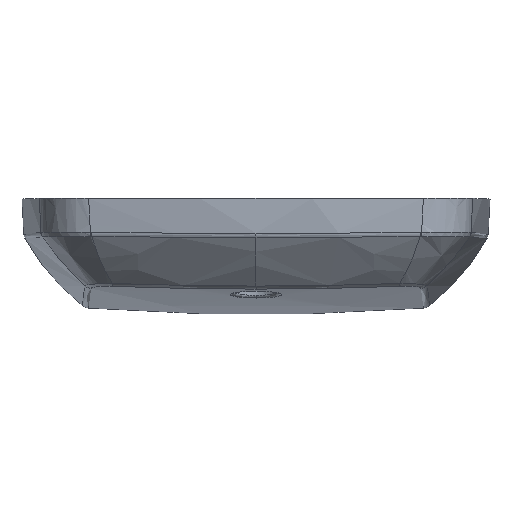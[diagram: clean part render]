
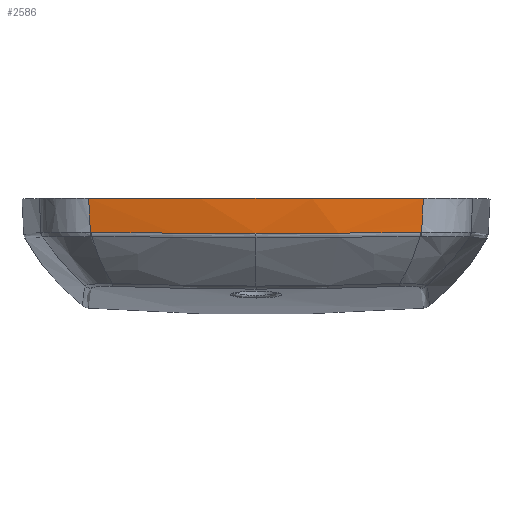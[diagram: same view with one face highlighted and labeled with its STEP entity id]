
A CAD part, top view. The second image highlights one B-rep face of the part: STEP entity #2586.
In plain terms, the highlighted conical face has half-angle 3 degrees and reference radius 91.993 mm.
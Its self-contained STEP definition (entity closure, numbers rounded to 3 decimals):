
#177=B_SPLINE_CURVE_WITH_KNOTS('',3,(#4638,#4639,#4640,#4641,#4642,#4643,
#4644,#4645,#4646,#4647,#4648,#4649,#4650,#4651,#4652,#4653,#4654,#4655,
#4656),.UNSPECIFIED.,.F.,.F.,(4,3,3,3,3,3,4),(0.,0.003,
0.006,0.009,0.012,0.015,
0.017),.UNSPECIFIED.);
#178=B_SPLINE_CURVE_WITH_KNOTS('',3,(#4658,#4659,#4660,#4661,#4662,#4663,
#4664,#4665,#4666,#4667,#4668,#4669,#4670,#4671,#4672,#4673,#4674,#4675,
#4676),.UNSPECIFIED.,.F.,.F.,(4,3,3,3,3,3,4),(0.,0.003,
0.006,0.009,0.012,0.015,
0.017),.UNSPECIFIED.);
#179=B_SPLINE_CURVE_WITH_KNOTS('',3,(#4691,#4692,#4693,#4694,#4695,#4696,
#4697),.UNSPECIFIED.,.F.,.F.,(4,3,4),(0.,0.349,
1.),.UNSPECIFIED.);
#180=B_SPLINE_CURVE_WITH_KNOTS('',3,(#4699,#4700,#4701,#4702),
 .UNSPECIFIED.,.F.,.F.,(4,4),(0.,0.106),.UNSPECIFIED.);
#322=LINE('',#4680,#414);
#414=VECTOR('',#3127,10.);
#493=ELLIPSE('',#2810,45.818,13.211);
#494=ELLIPSE('',#2812,45.818,13.211);
#518=FACE_OUTER_BOUND('',#673,.T.);
#673=EDGE_LOOP('',(#1821,#1822,#1823,#1824,#1825,#1826,#1827,#1828,#1829));
#846=(
BOUNDED_CURVE()
B_SPLINE_CURVE(3,(#4682,#4683,#4684,#4685,#4686,#4687),.UNSPECIFIED.,.F.,
 .F.)
B_SPLINE_CURVE_WITH_KNOTS((4,2,4),(0.,0.349,1.),
 .UNSPECIFIED.)
CURVE()
GEOMETRIC_REPRESENTATION_ITEM()
RATIONAL_B_SPLINE_CURVE((1.,1.,1.,
1.,1.,1.))
REPRESENTATION_ITEM('')
);
#916=CIRCLE('',#2811,91.969);
#1097=VERTEX_POINT('',#4636);
#1098=VERTEX_POINT('',#4637);
#1099=VERTEX_POINT('',#4657);
#1100=VERTEX_POINT('',#4677);
#1101=VERTEX_POINT('',#4679);
#1102=VERTEX_POINT('',#4681);
#1103=VERTEX_POINT('',#4688);
#1104=VERTEX_POINT('',#4690);
#1105=VERTEX_POINT('',#4698);
#1385=EDGE_CURVE('',#1097,#1098,#177,.T.);
#1386=EDGE_CURVE('',#1099,#1098,#178,.T.);
#1387=EDGE_CURVE('',#1100,#1099,#493,.T.);
#1388=EDGE_CURVE('',#1101,#1100,#322,.T.);
#1389=EDGE_CURVE('',#1102,#1101,#846,.T.);
#1390=EDGE_CURVE('',#1102,#1103,#916,.T.);
#1391=EDGE_CURVE('',#1103,#1104,#179,.T.);
#1392=EDGE_CURVE('',#1104,#1105,#180,.T.);
#1393=EDGE_CURVE('',#1105,#1097,#494,.T.);
#1821=ORIENTED_EDGE('',*,*,#1385,.T.);
#1822=ORIENTED_EDGE('',*,*,#1386,.F.);
#1823=ORIENTED_EDGE('',*,*,#1387,.F.);
#1824=ORIENTED_EDGE('',*,*,#1388,.F.);
#1825=ORIENTED_EDGE('',*,*,#1389,.F.);
#1826=ORIENTED_EDGE('',*,*,#1390,.T.);
#1827=ORIENTED_EDGE('',*,*,#1391,.T.);
#1828=ORIENTED_EDGE('',*,*,#1392,.T.);
#1829=ORIENTED_EDGE('',*,*,#1393,.T.);
#2556=CONICAL_SURFACE('',#2809,91.993,0.052);
#2586=ADVANCED_FACE('',(#518),#2556,.T.);
#2809=AXIS2_PLACEMENT_3D('',#4635,#3123,#3124);
#2810=AXIS2_PLACEMENT_3D('',#4678,#3125,#3126);
#2811=AXIS2_PLACEMENT_3D('',#4689,#3128,#3129);
#2812=AXIS2_PLACEMENT_3D('',#4703,#3130,#3131);
#3123=DIRECTION('center_axis',(0.,1.,0.));
#3124=DIRECTION('ref_axis',(0.,0.,1.));
#3125=DIRECTION('center_axis',(-0.184,0.009,-0.983));
#3126=DIRECTION('ref_axis',(-0.175,0.984,0.042));
#3127=DIRECTION('',(-0.05,-0.998,-0.044));
#3128=DIRECTION('center_axis',(0.,-1.,0.));
#3129=DIRECTION('ref_axis',(0.,0.,1.));
#3130=DIRECTION('center_axis',(-0.184,-0.009,0.983));
#3131=DIRECTION('ref_axis',(-0.175,-0.984,-0.042));
#4635=CARTESIAN_POINT('Origin',(0.,2.603,-52.9));
#4636=CARTESIAN_POINT('',(-16.947,-1.386,37.306));
#4637=CARTESIAN_POINT('',(0.,-1.455,38.88));
#4638=CARTESIAN_POINT('Ctrl Pts',(-16.947,-1.386,37.306));
#4639=CARTESIAN_POINT('Ctrl Pts',(-15.941,-1.393,37.494));
#4640=CARTESIAN_POINT('Ctrl Pts',(-14.933,-1.4,37.666));
#4641=CARTESIAN_POINT('Ctrl Pts',(-13.924,-1.406,37.82));
#4642=CARTESIAN_POINT('Ctrl Pts',(-12.913,-1.413,37.975));
#4643=CARTESIAN_POINT('Ctrl Pts',(-11.9,-1.418,38.113));
#4644=CARTESIAN_POINT('Ctrl Pts',(-10.885,-1.424,38.234));
#4645=CARTESIAN_POINT('Ctrl Pts',(-10.095,-1.428,38.328));
#4646=CARTESIAN_POINT('Ctrl Pts',(-9.305,-1.432,38.412));
#4647=CARTESIAN_POINT('Ctrl Pts',(-8.513,-1.435,38.486));
#4648=CARTESIAN_POINT('Ctrl Pts',(-7.495,-1.439,38.58));
#4649=CARTESIAN_POINT('Ctrl Pts',(-6.475,-1.443,38.658));
#4650=CARTESIAN_POINT('Ctrl Pts',(-5.453,-1.446,38.718));
#4651=CARTESIAN_POINT('Ctrl Pts',(-4.44,-1.449,38.779));
#4652=CARTESIAN_POINT('Ctrl Pts',(-3.424,-1.451,38.822));
#4653=CARTESIAN_POINT('Ctrl Pts',(-2.408,-1.453,38.849));
#4654=CARTESIAN_POINT('Ctrl Pts',(-1.606,-1.454,38.87));
#4655=CARTESIAN_POINT('Ctrl Pts',(-0.803,-1.455,38.88));
#4656=CARTESIAN_POINT('Ctrl Pts',(0.,-1.455,
38.88));
#4657=CARTESIAN_POINT('',(16.947,-1.386,37.306));
#4658=CARTESIAN_POINT('Ctrl Pts',(16.947,-1.386,37.306));
#4659=CARTESIAN_POINT('Ctrl Pts',(15.941,-1.393,37.494));
#4660=CARTESIAN_POINT('Ctrl Pts',(14.933,-1.4,37.666));
#4661=CARTESIAN_POINT('Ctrl Pts',(13.924,-1.406,37.82));
#4662=CARTESIAN_POINT('Ctrl Pts',(12.913,-1.413,37.975));
#4663=CARTESIAN_POINT('Ctrl Pts',(11.9,-1.418,38.113));
#4664=CARTESIAN_POINT('Ctrl Pts',(10.885,-1.424,38.234));
#4665=CARTESIAN_POINT('Ctrl Pts',(10.095,-1.428,38.328));
#4666=CARTESIAN_POINT('Ctrl Pts',(9.305,-1.432,38.412));
#4667=CARTESIAN_POINT('Ctrl Pts',(8.513,-1.435,38.486));
#4668=CARTESIAN_POINT('Ctrl Pts',(7.495,-1.439,38.58));
#4669=CARTESIAN_POINT('Ctrl Pts',(6.475,-1.443,38.658));
#4670=CARTESIAN_POINT('Ctrl Pts',(5.453,-1.446,38.718));
#4671=CARTESIAN_POINT('Ctrl Pts',(4.44,-1.449,38.779));
#4672=CARTESIAN_POINT('Ctrl Pts',(3.424,-1.451,38.822));
#4673=CARTESIAN_POINT('Ctrl Pts',(2.408,-1.453,38.849));
#4674=CARTESIAN_POINT('Ctrl Pts',(1.606,-1.454,38.87));
#4675=CARTESIAN_POINT('Ctrl Pts',(0.803,-1.455,38.88));
#4676=CARTESIAN_POINT('Ctrl Pts',(0.,-1.455,
38.88));
#4677=CARTESIAN_POINT('',(17.068,-1.383,37.283));
#4678=CARTESIAN_POINT('Origin',(9.599,43.748,39.12));
#4679=CARTESIAN_POINT('',(17.111,-0.536,37.32));
#4680=CARTESIAN_POINT('',(17.111,-0.536,37.32));
#4681=CARTESIAN_POINT('',(17.247,2.143,37.437));
#4682=CARTESIAN_POINT('Ctrl Pts',(17.247,2.143,37.437));
#4683=CARTESIAN_POINT('Ctrl Pts',(17.231,1.832,37.424));
#4684=CARTESIAN_POINT('Ctrl Pts',(17.215,1.52,37.41));
#4685=CARTESIAN_POINT('Ctrl Pts',(17.17,0.627,37.371));
#4686=CARTESIAN_POINT('Ctrl Pts',(17.14,0.045,37.345));
#4687=CARTESIAN_POINT('Ctrl Pts',(17.111,-0.536,37.32));
#4688=CARTESIAN_POINT('',(-17.247,2.143,37.437));
#4689=CARTESIAN_POINT('Origin',(0.,2.143,-52.9));
#4690=CARTESIAN_POINT('',(-17.111,-0.536,37.32));
#4691=CARTESIAN_POINT('Ctrl Pts',(-17.247,2.143,37.437));
#4692=CARTESIAN_POINT('Ctrl Pts',(-17.231,1.832,37.424));
#4693=CARTESIAN_POINT('Ctrl Pts',(-17.215,1.52,37.41));
#4694=CARTESIAN_POINT('Ctrl Pts',(-17.199,1.208,37.396));
#4695=CARTESIAN_POINT('Ctrl Pts',(-17.17,0.627,37.371));
#4696=CARTESIAN_POINT('Ctrl Pts',(-17.14,0.045,
37.345));
#4697=CARTESIAN_POINT('Ctrl Pts',(-17.111,-0.536,37.32));
#4698=CARTESIAN_POINT('',(-17.068,-1.383,37.283));
#4699=CARTESIAN_POINT('Ctrl Pts',(-17.111,-0.536,
37.32));
#4700=CARTESIAN_POINT('Ctrl Pts',(-17.097,-0.818,
37.308));
#4701=CARTESIAN_POINT('Ctrl Pts',(-17.082,-1.101,37.295));
#4702=CARTESIAN_POINT('Ctrl Pts',(-17.068,-1.383,37.283));
#4703=CARTESIAN_POINT('Origin',(-9.599,43.748,39.12));
